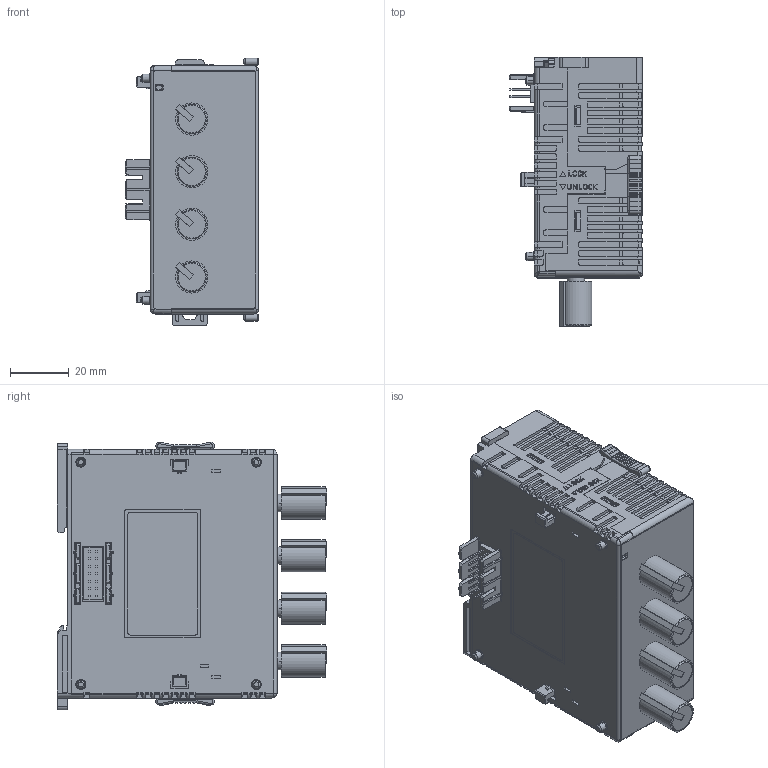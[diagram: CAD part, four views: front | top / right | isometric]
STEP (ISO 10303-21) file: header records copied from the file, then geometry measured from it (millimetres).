
FILE_DESCRIPTION (( 'STEP AP214' ), '1' );
FILE_NAME ('C0-04POT.STEP', '2024-11-19T18:50:50', ( '' ), ( '' ), 'SwSTEP 2.0', 'SolidWorks 2024', '' );
FILE_SCHEMA (( 'AUTOMOTIVE_DESIGN' ));
Products named in the file (1): C0-04POT
Bounding box: 45.55 x 92 x 91.43 mm (x, y, z)
Volume: 230258.3 mm3; surface area: 44034.8 mm2
Topology: 2 solids, 3 shells, 4219 faces, 12078 edges, 7934 vertices
Faces by surface type: plane 3087, cylinder 1045, bspline 59, cone 28
Entity records: 139896 total; most frequent: CARTESIAN_POINT 29170, ORIENTED_EDGE 24104, DIRECTION 21787, EDGE_CURVE 12052, LINE 9705, VECTOR 9705, VERTEX_POINT 7934, AXIS2_PLACEMENT_3D 6041
